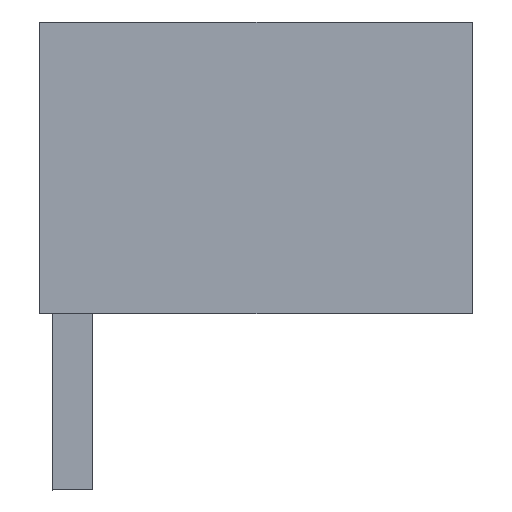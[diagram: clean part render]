
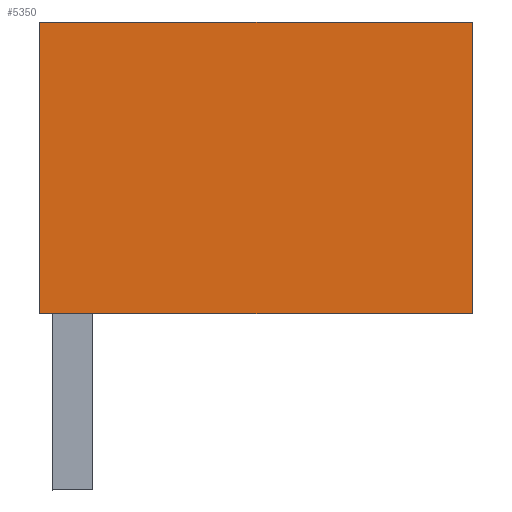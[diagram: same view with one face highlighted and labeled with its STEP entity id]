
A CAD part, left-side view. The second image highlights one B-rep face of the part: STEP entity #5350.
In plain terms, the highlighted planar face has unit normal (-1, 0, 0).
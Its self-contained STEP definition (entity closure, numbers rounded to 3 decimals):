
#5337=AXIS2_PLACEMENT_3D('Plane Axis2P3D',#5334,#5335,#5336) ;
#1886=CARTESIAN_POINT('Vertex',(0.,11.05,4.5)) ;
#1889=CARTESIAN_POINT('Line Origine',(0.,11.05,8.225)) ;
#1893=CARTESIAN_POINT('Vertex',(0.,11.05,11.95)) ;
#2223=CARTESIAN_POINT('Line Origine',(0.,5.525,4.5)) ;
#2227=CARTESIAN_POINT('Vertex',(0.,0.,4.5)) ;
#4509=CARTESIAN_POINT('Line Origine',(0.,5.525,11.95)) ;
#4513=CARTESIAN_POINT('Vertex',(0.,0.,11.95)) ;
#5334=CARTESIAN_POINT('Axis2P3D Location',(0.,-2.377,1.3)) ;
#5339=CARTESIAN_POINT('Line Origine',(0.,0.,8.225)) ;
#1890=DIRECTION('Vector Direction',(0.,0.,-1.)) ;
#2224=DIRECTION('Vector Direction',(0.,1.,0.)) ;
#4510=DIRECTION('Vector Direction',(0.,-1.,0.)) ;
#5335=DIRECTION('Axis2P3D Direction',(1.,-0.,0.)) ;
#5336=DIRECTION('Axis2P3D XDirection',(0.,1.,0.)) ;
#5340=DIRECTION('Vector Direction',(0.,0.,1.)) ;
#1891=VECTOR('Line Direction',#1890,1.) ;
#2225=VECTOR('Line Direction',#2224,1.) ;
#4511=VECTOR('Line Direction',#4510,1.) ;
#5341=VECTOR('Line Direction',#5340,1.) ;
#5345=ORIENTED_EDGE('',*,*,#4515,.F.) ;
#5346=ORIENTED_EDGE('',*,*,#1895,.T.) ;
#5347=ORIENTED_EDGE('',*,*,#2229,.F.) ;
#5348=ORIENTED_EDGE('',*,*,#5343,.T.) ;
#5350=ADVANCED_FACE('HOUSING',(#5349),#5338,.F.) ;
#1895=EDGE_CURVE('',#1894,#1887,#1892,.T.) ;
#2229=EDGE_CURVE('',#2228,#1887,#2226,.T.) ;
#4515=EDGE_CURVE('',#1894,#4514,#4512,.T.) ;
#5343=EDGE_CURVE('',#2228,#4514,#5342,.T.) ;
#5344=EDGE_LOOP('',(#5345,#5346,#5347,#5348)) ;
#5349=FACE_OUTER_BOUND('',#5344,.T.) ;
#1892=LINE('Line',#1889,#1891) ;
#2226=LINE('Line',#2223,#2225) ;
#4512=LINE('Line',#4509,#4511) ;
#5342=LINE('Line',#5339,#5341) ;
#5338=PLANE('',#5337) ;
#1887=VERTEX_POINT('',#1886) ;
#1894=VERTEX_POINT('',#1893) ;
#2228=VERTEX_POINT('',#2227) ;
#4514=VERTEX_POINT('',#4513) ;
